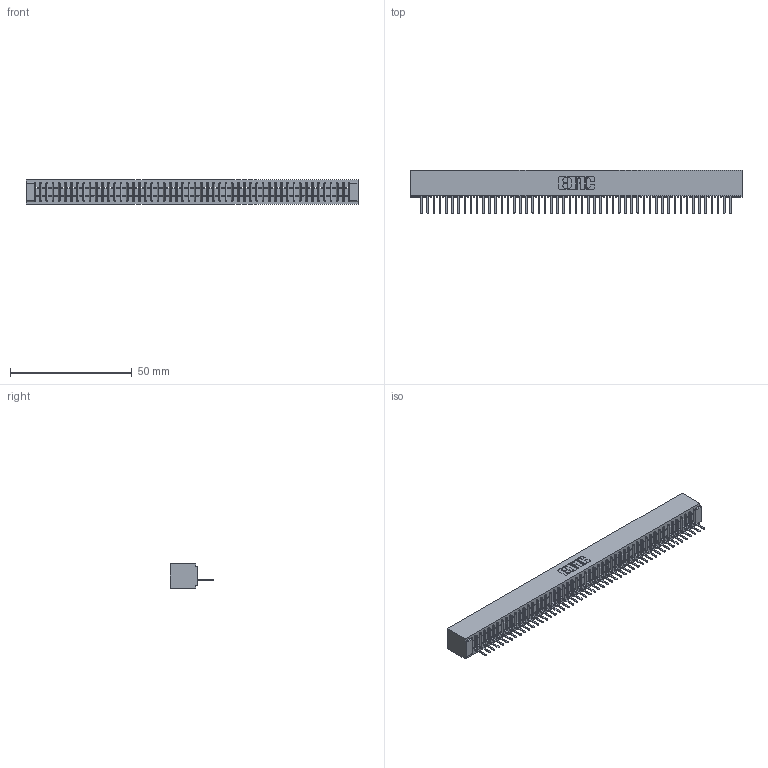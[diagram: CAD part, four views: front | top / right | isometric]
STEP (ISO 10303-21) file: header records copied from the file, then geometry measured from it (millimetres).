
FILE_DESCRIPTION (( 'STEP AP203' ), '1' );
FILE_NAME ('391-051-521-101.STEP', '2018-08-09T05:33:51', ( '' ), ( '' ), 'SwSTEP 2.0', 'SolidWorks 2016', '' );
FILE_SCHEMA (( 'CONFIG_CONTROL_DESIGN' ));
Length unit declared in the file: inch
Products named in the file (3): 341-292-001_341-292-121; 391-051-521-101; 341 Part_No Mounting Lugs
Assembly tree (52 placements, depth 2):
  391-051-521-101
    341 Part_No Mounting Lugs
    341-292-001_341-292-121  x51
Bounding box: 136.53 x 17.7 x 10.16 mm (x, y, z)
Volume: 9999.2 mm3; surface area: 16381.2 mm2
Topology: 52 solids, 52 shells, 4290 faces, 12379 edges, 7942 vertices
Faces by surface type: plane 2665, cylinder 1421, sphere 104, torus 100
Entity records: 58612 total; most frequent: CARTESIAN_POINT 9962, ORIENTED_EDGE 9950, DIRECTION 9607, EDGE_CURVE 4975, VECTOR 4033, LINE 4033, VERTEX_POINT 3142, AXIS2_PLACEMENT_3D 2787
